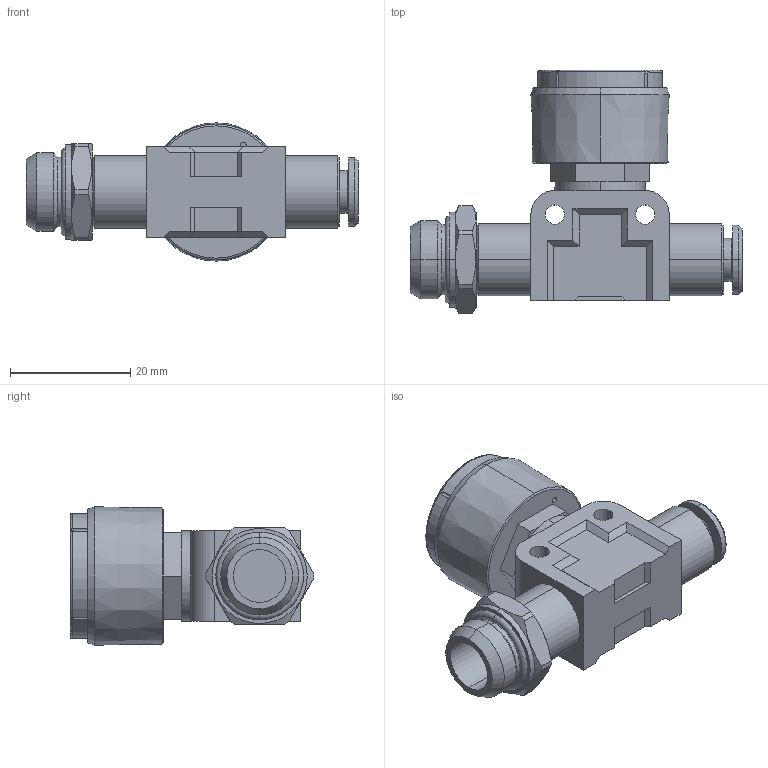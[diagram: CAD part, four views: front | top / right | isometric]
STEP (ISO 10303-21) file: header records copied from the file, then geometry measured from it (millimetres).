
FILE_DESCRIPTION (( 'STEP AP203' ), '1' );
FILE_NAME ('04410032.STEP', '2011-05-26T15:55:59', ( '' ), ( 'sopra-pneumatic' ), 'SwSTEP 2.0', 'SolidWorks 2009', '' );
FILE_SCHEMA (( 'CONFIG_CONTROL_DESIGN' ));
Length unit declared in the file: millimetre
Products named in the file (1): 04410032
Bounding box: 55.2 x 40.5 x 23 mm (x, y, z)
Surface area: 6619.9 mm2 (no closed solid volume)
Topology: 0 solids, 6 shells, 167 faces, 385 edges, 241 vertices
Faces by surface type: plane 75, cylinder 54, cone 26, torus 12
Entity records: 5231 total; most frequent: CARTESIAN_POINT 1320, DIRECTION 828, ORIENTED_EDGE 770, EDGE_CURVE 385, AXIS2_PLACEMENT_3D 315, VERTEX_POINT 241, VECTOR 198, LINE 198
